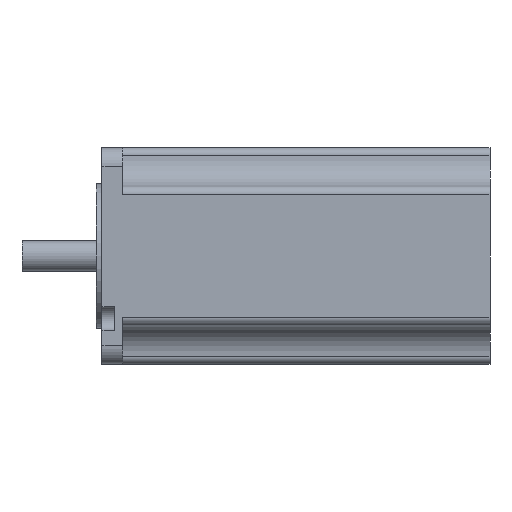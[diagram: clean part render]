
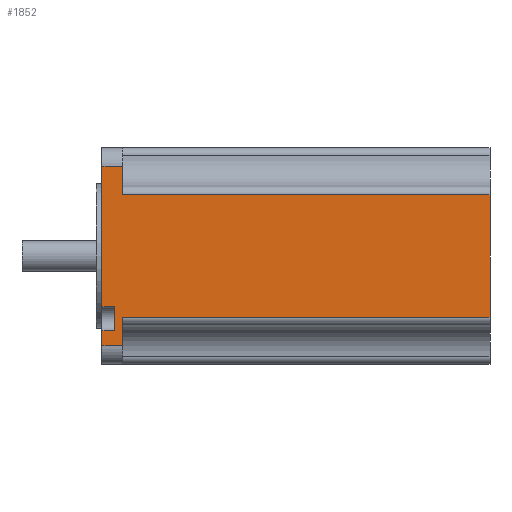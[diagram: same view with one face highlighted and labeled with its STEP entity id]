
A CAD part, left-side view. The second image highlights one B-rep face of the part: STEP entity #1852.
In plain terms, the highlighted planar face has unit normal (-1, 0, 0).
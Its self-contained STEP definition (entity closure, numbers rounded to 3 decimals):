
#33 = ORIENTED_EDGE ( 'NONE', *, *, #408, .F. ) ;
#83 = ORIENTED_EDGE ( 'NONE', *, *, #973, .F. ) ;
#88 = VERTEX_POINT ( 'NONE', #252 ) ;
#90 = VECTOR ( 'NONE', #1891, 1000. ) ;
#96 = ORIENTED_EDGE ( 'NONE', *, *, #640, .F. ) ;
#118 = LINE ( 'NONE', #1424, #1937 ) ;
#139 = LINE ( 'NONE', #828, #90 ) ;
#177 = CARTESIAN_POINT ( 'NONE',  ( 0., 0., 0. ) ) ;
#186 = VECTOR ( 'NONE', #259, 1000. ) ;
#188 = CARTESIAN_POINT ( 'NONE',  ( 0., -3.4, -48.2 ) ) ;
#199 = ORIENTED_EDGE ( 'NONE', *, *, #253, .F. ) ;
#200 = CARTESIAN_POINT ( 'NONE',  ( 0., -6., -52.07 ) ) ;
#201 = EDGE_CURVE ( 'NONE', #1504, #641, #543, .T. ) ;
#252 = CARTESIAN_POINT ( 'NONE',  ( 0., -5.5, -52.07 ) ) ;
#253 = EDGE_CURVE ( 'NONE', #412, #835, #424, .T. ) ;
#257 = VERTEX_POINT ( 'NONE', #790 ) ;
#259 = DIRECTION ( 'NONE',  ( 0., -1., 0. ) ) ;
#270 = VECTOR ( 'NONE', #1091, 1000. ) ;
#272 = DIRECTION ( 'NONE',  ( 0., 0., 1. ) ) ;
#280 = VECTOR ( 'NONE', #491, 1000. ) ;
#286 = CARTESIAN_POINT ( 'NONE',  ( 0., -102., -12.4 ) ) ;
#326 = VERTEX_POINT ( 'NONE', #705 ) ;
#336 = CARTESIAN_POINT ( 'NONE',  ( 0., 0., -4.93 ) ) ;
#353 = PLANE ( 'NONE',  #1211 ) ;
#362 = ORIENTED_EDGE ( 'NONE', *, *, #201, .T. ) ;
#408 = EDGE_CURVE ( 'NONE', #466, #1554, #2171, .T. ) ;
#412 = VERTEX_POINT ( 'NONE', #444 ) ;
#424 = LINE ( 'NONE', #785, #2244 ) ;
#427 = DIRECTION ( 'NONE',  ( 0., 0., 1. ) ) ;
#444 = CARTESIAN_POINT ( 'NONE',  ( 0., 0., -41.8 ) ) ;
#466 = VERTEX_POINT ( 'NONE', #1982 ) ;
#481 = ORIENTED_EDGE ( 'NONE', *, *, #1954, .F. ) ;
#491 = DIRECTION ( 'NONE',  ( 0., 0., -1. ) ) ;
#507 = ORIENTED_EDGE ( 'NONE', *, *, #729, .F. ) ;
#541 = DIRECTION ( 'NONE',  ( 0., 1., 0. ) ) ;
#543 = LINE ( 'NONE', #2191, #186 ) ;
#587 = VERTEX_POINT ( 'NONE', #1073 ) ;
#640 = EDGE_CURVE ( 'NONE', #257, #412, #738, .T. ) ;
#641 = VERTEX_POINT ( 'NONE', #1265 ) ;
#705 = CARTESIAN_POINT ( 'NONE',  ( 0., -3.4, -48.2 ) ) ;
#729 = EDGE_CURVE ( 'NONE', #1554, #641, #118, .T. ) ;
#738 = LINE ( 'NONE', #1962, #270 ) ;
#769 = EDGE_CURVE ( 'NONE', #1991, #835, #1429, .T. ) ;
#777 = EDGE_CURVE ( 'NONE', #326, #257, #2236, .T. ) ;
#785 = CARTESIAN_POINT ( 'NONE',  ( 0., 0., 0. ) ) ;
#790 = CARTESIAN_POINT ( 'NONE',  ( 0., -3.4, -41.8 ) ) ;
#816 = DIRECTION ( 'NONE',  ( -1., 0., 0. ) ) ;
#828 = CARTESIAN_POINT ( 'NONE',  ( 0., -5.5, -57. ) ) ;
#835 = VERTEX_POINT ( 'NONE', #336 ) ;
#870 = DIRECTION ( 'NONE',  ( 0., 0., -1. ) ) ;
#911 = EDGE_CURVE ( 'NONE', #326, #587, #1970, .T. ) ;
#973 = EDGE_CURVE ( 'NONE', #1239, #587, #1804, .T. ) ;
#1005 = EDGE_CURVE ( 'NONE', #88, #1239, #1737, .T. ) ;
#1019 = CARTESIAN_POINT ( 'NONE',  ( 0., -5.5, -12.4 ) ) ;
#1027 = VECTOR ( 'NONE', #1030, 1000. ) ;
#1030 = DIRECTION ( 'NONE',  ( 0., 1., 0. ) ) ;
#1073 = CARTESIAN_POINT ( 'NONE',  ( 0., 0., -48.2 ) ) ;
#1091 = DIRECTION ( 'NONE',  ( 0., 1., 0. ) ) ;
#1100 = CARTESIAN_POINT ( 'NONE',  ( 0., 0., -52.07 ) ) ;
#1129 = CARTESIAN_POINT ( 'NONE',  ( 0., -3.4, -48.2 ) ) ;
#1164 = EDGE_CURVE ( 'NONE', #1504, #88, #139, .T. ) ;
#1211 = AXIS2_PLACEMENT_3D ( 'NONE', #1422, #816, #2054 ) ;
#1239 = VERTEX_POINT ( 'NONE', #1100 ) ;
#1265 = CARTESIAN_POINT ( 'NONE',  ( 0., -102., -44.6 ) ) ;
#1280 = FACE_OUTER_BOUND ( 'NONE', #1550, .T. ) ;
#1304 = CARTESIAN_POINT ( 'NONE',  ( 0., -6., -4.93 ) ) ;
#1332 = VECTOR ( 'NONE', #1416, 1000. ) ;
#1358 = VECTOR ( 'NONE', #1656, 1000. ) ;
#1416 = DIRECTION ( 'NONE',  ( 0., 0., 1. ) ) ;
#1422 = CARTESIAN_POINT ( 'NONE',  ( 0., -113., 0. ) ) ;
#1424 = CARTESIAN_POINT ( 'NONE',  ( 0., -102., 0. ) ) ;
#1429 = LINE ( 'NONE', #1304, #1358 ) ;
#1504 = VERTEX_POINT ( 'NONE', #1519 ) ;
#1510 = CARTESIAN_POINT ( 'NONE',  ( 0., -5.5, -12.4 ) ) ;
#1519 = CARTESIAN_POINT ( 'NONE',  ( 0., -5.5, -44.6 ) ) ;
#1550 = EDGE_LOOP ( 'NONE', ( #362, #507, #33, #481, #1794, #199, #96, #1803, #2065, #83, #1658, #1965 ) ) ;
#1554 = VERTEX_POINT ( 'NONE', #286 ) ;
#1569 = CARTESIAN_POINT ( 'NONE',  ( 0., -5.5, -4.93 ) ) ;
#1656 = DIRECTION ( 'NONE',  ( 0., 1., 0. ) ) ;
#1658 = ORIENTED_EDGE ( 'NONE', *, *, #1005, .F. ) ;
#1679 = VECTOR ( 'NONE', #541, 1000. ) ;
#1696 = VECTOR ( 'NONE', #2023, 1000. ) ;
#1737 = LINE ( 'NONE', #200, #1679 ) ;
#1776 = VECTOR ( 'NONE', #427, 1000. ) ;
#1794 = ORIENTED_EDGE ( 'NONE', *, *, #769, .T. ) ;
#1803 = ORIENTED_EDGE ( 'NONE', *, *, #777, .F. ) ;
#1804 = LINE ( 'NONE', #177, #1332 ) ;
#1852 = ADVANCED_FACE ( 'NONE', ( #1280 ), #353, .T. ) ;
#1891 = DIRECTION ( 'NONE',  ( 0., 0., -1. ) ) ;
#1937 = VECTOR ( 'NONE', #870, 1000. ) ;
#1954 = EDGE_CURVE ( 'NONE', #1991, #466, #2160, .T. ) ;
#1962 = CARTESIAN_POINT ( 'NONE',  ( 0., -3.4, -41.8 ) ) ;
#1965 = ORIENTED_EDGE ( 'NONE', *, *, #1164, .F. ) ;
#1970 = LINE ( 'NONE', #188, #1027 ) ;
#1982 = CARTESIAN_POINT ( 'NONE',  ( 0., -5.5, -12.4 ) ) ;
#1991 = VERTEX_POINT ( 'NONE', #1569 ) ;
#2023 = DIRECTION ( 'NONE',  ( 0., -1., 0. ) ) ;
#2054 = DIRECTION ( 'NONE',  ( 0., 0., 1. ) ) ;
#2065 = ORIENTED_EDGE ( 'NONE', *, *, #911, .T. ) ;
#2160 = LINE ( 'NONE', #1019, #280 ) ;
#2171 = LINE ( 'NONE', #1510, #1696 ) ;
#2191 = CARTESIAN_POINT ( 'NONE',  ( 0., -5.5, -44.6 ) ) ;
#2236 = LINE ( 'NONE', #1129, #1776 ) ;
#2244 = VECTOR ( 'NONE', #272, 1000. ) ;
